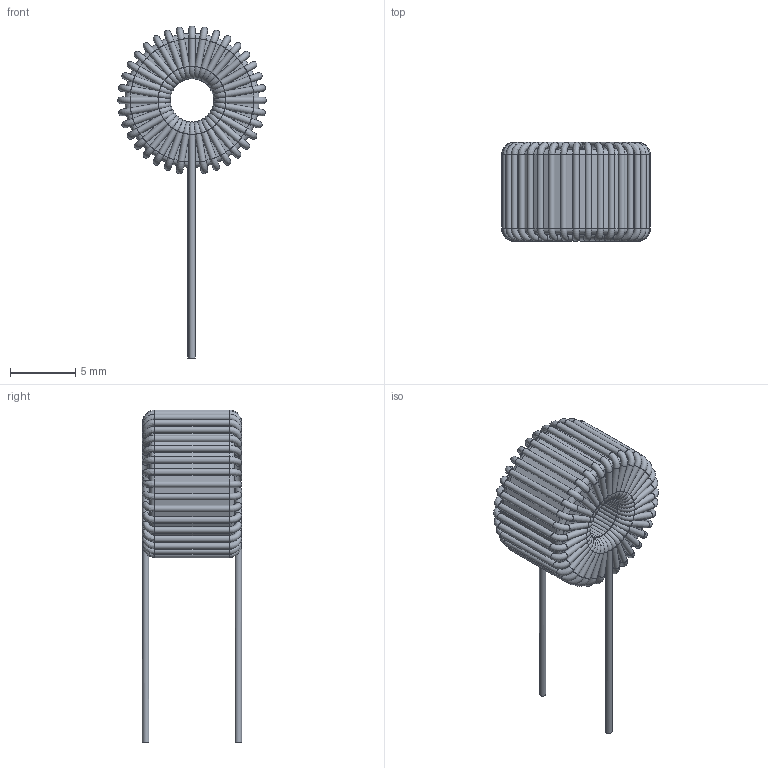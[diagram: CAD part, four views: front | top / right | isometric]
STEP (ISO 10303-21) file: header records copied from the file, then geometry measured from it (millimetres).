
FILE_DESCRIPTION(/* description */ ('Unknown'),/* implementation_level */ '2;1');
FILE_NAME(/* name */ '7447034',/* time_stamp */ '2020-08-25T15:26:32+02:00',/* author */ ('Unknown'),/* organization */ ('Unknown'),/* preprocessor_version */ 'ST-DEVELOPER v16.7',/* originating_system */ 'DEX',/* authorisation */ $);
FILE_SCHEMA (('AUTOMOTIVE_DESIGN {1 0 10303 214 3 1 1}'));
Length unit declared in the file: millimetre
Products named in the file (2): 7447034; Core
Assembly tree (1 placements, depth 2):
  7447034
    Core
Bounding box: 11.4 x 7.6 x 25.45 mm (x, y, z)
Volume: 574.8 mm3; surface area: 1356.1 mm2
Topology: 2 solids, 2 shells, 406 faces, 1063 edges, 589 vertices
Faces by surface type: cylinder 182, torus 111, bspline 107, plane 6
Full cylindrical faces by diameter (mm): 0.498 x1, 0.5 x107, 4.4 x1, 10.3 x1
Entity records: 15717 total; most frequent: CARTESIAN_POINT 7342, DIRECTION 1703, ORIENTED_EDGE 1608, AXIS2_PLACEMENT_3D 815, EDGE_CURVE 804, EDGE_LOOP 592, FACE_BOUND 592, VERTEX_POINT 514
